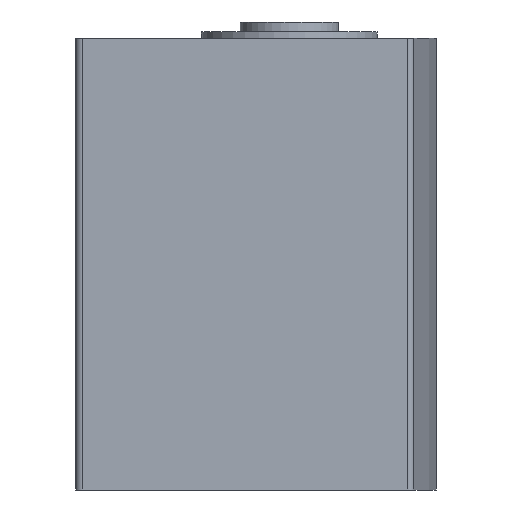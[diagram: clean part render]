
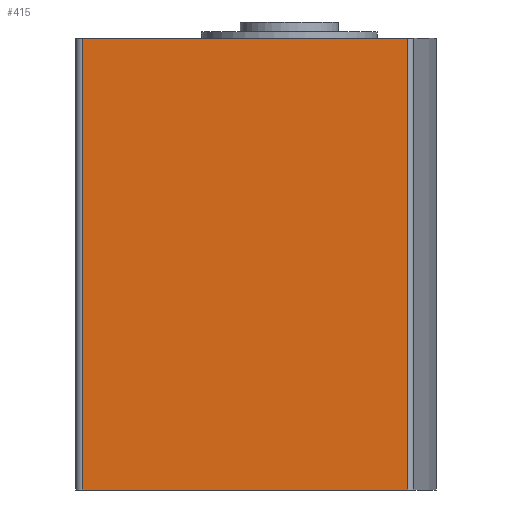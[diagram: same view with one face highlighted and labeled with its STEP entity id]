
A CAD part, left-side view. The second image highlights one B-rep face of the part: STEP entity #415.
In plain terms, the highlighted planar face has unit normal (-1, 0, 0).
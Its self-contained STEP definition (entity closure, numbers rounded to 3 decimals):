
#80=ORIENTED_EDGE('',*,*,#174,.F.);
#81=ORIENTED_EDGE('',*,*,#175,.F.);
#82=ORIENTED_EDGE('',*,*,#176,.T.);
#83=ORIENTED_EDGE('',*,*,#177,.T.);
#174=EDGE_CURVE('',#221,#222,#260,.T.);
#175=EDGE_CURVE('',#223,#221,#261,.T.);
#176=EDGE_CURVE('',#223,#224,#262,.T.);
#177=EDGE_CURVE('',#224,#222,#263,.T.);
#221=VERTEX_POINT('',#693);
#222=VERTEX_POINT('',#694);
#223=VERTEX_POINT('',#696);
#224=VERTEX_POINT('',#698);
#260=LINE('',#692,#274);
#261=LINE('',#695,#275);
#262=LINE('',#697,#276);
#263=LINE('',#699,#277);
#274=VECTOR('',#544,1000.);
#275=VECTOR('',#545,1000.);
#276=VECTOR('',#546,1000.);
#277=VECTOR('',#547,1000.);
#288=EDGE_LOOP('',(#80,#81,#82,#83));
#344=FACE_BOUND('',#288,.T.);
#400=PLANE('',#473);
#415=ADVANCED_FACE('',(#344),#400,.T.);
#473=AXIS2_PLACEMENT_3D('',#691,#542,#543);
#542=DIRECTION('',(-1.,0.,0.));
#543=DIRECTION('',(0.,0.,1.));
#544=DIRECTION('',(0.,-1.,0.));
#545=DIRECTION('',(0.,0.,1.));
#546=DIRECTION('',(0.,-1.,0.));
#547=DIRECTION('',(0.,0.,1.));
#691=CARTESIAN_POINT('',(-10.,12.6,-27.5));
#692=CARTESIAN_POINT('',(-10.,12.6,0.));
#693=CARTESIAN_POINT('',(-10.,12.6,0.));
#694=CARTESIAN_POINT('',(-10.,-7.199,0.));
#695=CARTESIAN_POINT('',(-10.,12.6,-27.5));
#696=CARTESIAN_POINT('',(-10.,12.6,-27.5));
#697=CARTESIAN_POINT('',(-10.,12.6,-27.5));
#698=CARTESIAN_POINT('',(-10.,-7.199,-27.5));
#699=CARTESIAN_POINT('',(-10.,-7.199,-27.5));
